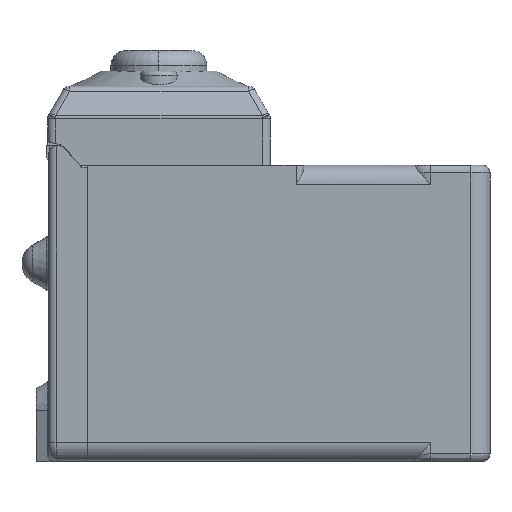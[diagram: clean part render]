
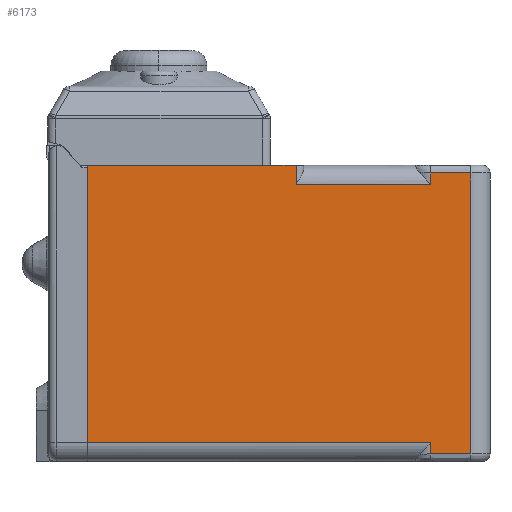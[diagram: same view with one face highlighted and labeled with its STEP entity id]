
A CAD part, left-side view. The second image highlights one B-rep face of the part: STEP entity #6173.
In plain terms, the highlighted planar face has unit normal (-1, 0, 0).
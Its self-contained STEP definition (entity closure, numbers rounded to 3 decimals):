
#670=DIRECTION('',(0.,1.,0.));
#671=VECTOR('',#670,34.84);
#672=CARTESIAN_POINT('',(-22.225,32.39,24.725));
#673=LINE('',#672,#671);
#940=DIRECTION('',(0.,0.,1.));
#941=VECTOR('',#940,46.27);
#942=CARTESIAN_POINT('',(-22.225,67.23,-21.545));
#943=LINE('',#942,#941);
#944=DIRECTION('',(0.,0.,1.));
#945=VECTOR('',#944,3.18);
#946=CARTESIAN_POINT('',(-22.225,32.39,21.545));
#947=LINE('',#946,#945);
#948=DIRECTION('',(0.,0.,-1.));
#949=VECTOR('',#948,1.91);
#950=CARTESIAN_POINT('',(-22.225,9.91,23.455));
#951=LINE('',#950,#949);
#952=CARTESIAN_POINT('',(-22.225,9.91,23.455));
#953=CARTESIAN_POINT('',(-22.225,9.707,23.454));
#954=CARTESIAN_POINT('',(-22.225,9.283,23.456));
#955=CARTESIAN_POINT('',(-22.225,8.588,23.455));
#956=CARTESIAN_POINT('',(-22.225,7.842,23.455));
#957=CARTESIAN_POINT('',(-22.225,7.04,23.455));
#958=CARTESIAN_POINT('',(-22.225,6.178,23.455));
#959=CARTESIAN_POINT('',(-22.225,5.253,23.455));
#960=CARTESIAN_POINT('',(-22.225,4.26,23.455));
#961=CARTESIAN_POINT('',(-22.225,3.548,23.455));
#962=CARTESIAN_POINT('',(-22.225,3.18,23.455));
#964=DIRECTION('',(0.,0.,-1.));
#965=VECTOR('',#964,46.91);
#966=CARTESIAN_POINT('',(-22.225,3.18,23.455));
#967=LINE('',#966,#965);
#968=CARTESIAN_POINT('',(-22.225,3.18,-23.455));
#969=CARTESIAN_POINT('',(-22.225,3.548,-23.455));
#970=CARTESIAN_POINT('',(-22.225,4.26,-23.455));
#971=CARTESIAN_POINT('',(-22.225,5.252,-23.455));
#972=CARTESIAN_POINT('',(-22.225,6.177,-23.455));
#973=CARTESIAN_POINT('',(-22.225,7.038,-23.455));
#974=CARTESIAN_POINT('',(-22.225,7.84,-23.455));
#975=CARTESIAN_POINT('',(-22.225,8.587,-23.455));
#976=CARTESIAN_POINT('',(-22.225,9.28,-23.456));
#977=CARTESIAN_POINT('',(-22.225,9.706,-23.453));
#978=CARTESIAN_POINT('',(-22.225,9.91,-23.455));
#980=DIRECTION('',(0.,0.,-1.));
#981=VECTOR('',#980,1.91);
#982=CARTESIAN_POINT('',(-22.225,9.91,-21.545));
#983=LINE('',#982,#981);
#1438=DIRECTION('',(0.,-1.,0.));
#1439=VECTOR('',#1438,57.32);
#1440=CARTESIAN_POINT('',(-22.225,67.23,-21.545));
#1441=LINE('',#1440,#1439);
#1453=CARTESIAN_POINT('',(-22.225,9.91,-21.545));
#1522=DIRECTION('',(0.,1.,0.));
#1523=VECTOR('',#1522,22.48);
#1524=CARTESIAN_POINT('',(-22.225,9.91,21.545));
#1525=LINE('',#1524,#1523);
#4718=CARTESIAN_POINT('',(-22.225,67.23,-21.545));
#4719=CARTESIAN_POINT('',(-22.225,67.23,24.725));
#4720=VERTEX_POINT('',#4718);
#4721=VERTEX_POINT('',#4719);
#4838=CARTESIAN_POINT('',(-22.225,3.18,23.455));
#4839=VERTEX_POINT('',#4838);
#4841=VERTEX_POINT('',#952);
#4844=VERTEX_POINT('',#968);
#4845=VERTEX_POINT('',#978);
#4864=CARTESIAN_POINT('',(-22.225,9.91,21.545));
#4865=VERTEX_POINT('',#4864);
#4871=VERTEX_POINT('',#1453);
#4932=CARTESIAN_POINT('',(-22.225,32.39,24.725));
#4934=VERTEX_POINT('',#4932);
#4938=CARTESIAN_POINT('',(-22.225,32.39,21.545));
#4939=VERTEX_POINT('',#4938);
#6148=CARTESIAN_POINT('',(-22.225,0.,-24.725));
#6149=DIRECTION('',(-1.,0.,0.));
#6150=DIRECTION('',(0.,0.,1.));
#6151=AXIS2_PLACEMENT_3D('',#6148,#6149,#6150);
#6152=PLANE('',#6151);
#6153=ORIENTED_EDGE('',*,*,#6125,.T.);
#6154=ORIENTED_EDGE('',*,*,#5927,.F.);
#6156=ORIENTED_EDGE('',*,*,#6155,.F.);
#6158=ORIENTED_EDGE('',*,*,#6157,.F.);
#6160=ORIENTED_EDGE('',*,*,#6159,.F.);
#6162=ORIENTED_EDGE('',*,*,#6161,.T.);
#6164=ORIENTED_EDGE('',*,*,#6163,.T.);
#6166=ORIENTED_EDGE('',*,*,#6165,.T.);
#6168=ORIENTED_EDGE('',*,*,#6167,.F.);
#6170=ORIENTED_EDGE('',*,*,#6169,.F.);
#6171=EDGE_LOOP('',(#6153,#6154,#6156,#6158,#6160,#6162,#6164,#6166,#6168,
#6170));
#6172=FACE_OUTER_BOUND('',#6171,.F.);
#6173=ADVANCED_FACE('',(#6172),#6152,.T.);
#963=B_SPLINE_CURVE_WITH_KNOTS('',3,(#952,#953,#954,#955,#956,#957,#958,#959,
#960,#961,#962),.UNSPECIFIED.,.F.,.F.,(4,1,1,1,1,1,1,1,4),(0.,0.125,0.25,
0.375,0.5,0.625,0.75,0.875,1.),.UNSPECIFIED.);
#979=B_SPLINE_CURVE_WITH_KNOTS('',3,(#968,#969,#970,#971,#972,#973,#974,#975,
#976,#977,#978),.UNSPECIFIED.,.F.,.F.,(4,1,1,1,1,1,1,1,4),(0.,0.125,0.25,
0.375,0.5,0.625,0.75,0.875,1.),.UNSPECIFIED.);
#5927=EDGE_CURVE('',#4934,#4721,#673,.T.);
#6125=EDGE_CURVE('',#4720,#4721,#943,.T.);
#6155=EDGE_CURVE('',#4939,#4934,#947,.T.);
#6157=EDGE_CURVE('',#4865,#4939,#1525,.T.);
#6159=EDGE_CURVE('',#4841,#4865,#951,.T.);
#6161=EDGE_CURVE('',#4841,#4839,#963,.T.);
#6163=EDGE_CURVE('',#4839,#4844,#967,.T.);
#6165=EDGE_CURVE('',#4844,#4845,#979,.T.);
#6167=EDGE_CURVE('',#4871,#4845,#983,.T.);
#6169=EDGE_CURVE('',#4720,#4871,#1441,.T.);
